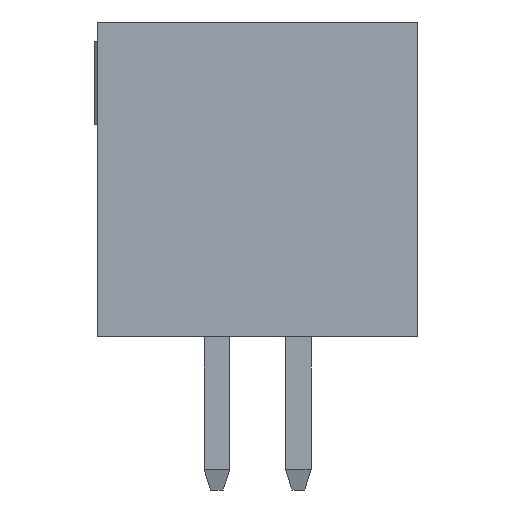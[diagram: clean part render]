
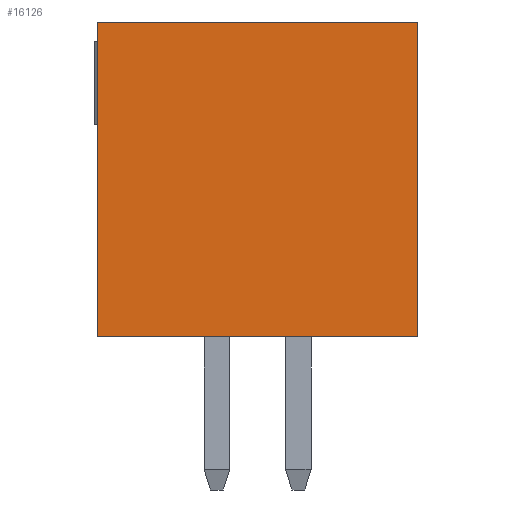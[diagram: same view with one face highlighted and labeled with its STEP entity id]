
A CAD part, front view. The second image highlights one B-rep face of the part: STEP entity #16126.
In plain terms, the highlighted face is planar.
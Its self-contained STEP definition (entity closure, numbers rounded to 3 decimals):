
#731=ORIENTED_EDGE('',*,*,#3767,.F.);
#732=ORIENTED_EDGE('',*,*,#3768,.F.);
#733=ORIENTED_EDGE('',*,*,#3769,.T.);
#734=ORIENTED_EDGE('',*,*,#3770,.T.);
#3767=EDGE_CURVE('',#5276,#5277,#6403,.T.);
#3768=EDGE_CURVE('',#5278,#5276,#6404,.T.);
#3769=EDGE_CURVE('',#5278,#5279,#6405,.T.);
#3770=EDGE_CURVE('',#5279,#5277,#6406,.T.);
#5276=VERTEX_POINT('',#21260);
#5277=VERTEX_POINT('',#21261);
#5278=VERTEX_POINT('',#21263);
#5279=VERTEX_POINT('',#21265);
#6403=LINE('',#21259,#8043);
#6404=LINE('',#21262,#8044);
#6405=LINE('',#21264,#8045);
#6406=LINE('',#21266,#8046);
#8043=VECTOR('',#18087,1000.);
#8044=VECTOR('',#18088,1000.);
#8045=VECTOR('',#18089,1000.);
#8046=VECTOR('',#18090,1000.);
#9364=EDGE_LOOP('',(#731,#732,#733,#734));
#10060=FACE_BOUND('',#9364,.T.);
#10756=PLANE('',#16804);
#16126=ADVANCED_FACE('',(#10060),#10756,.T.);
#16804=AXIS2_PLACEMENT_3D('',#21258,#18085,#18086);
#18085=DIRECTION('',(1.,0.,0.));
#18086=DIRECTION('',(0.,0.,-1.));
#18087=DIRECTION('',(0.,0.,-1.));
#18088=DIRECTION('',(0.,1.,0.));
#18089=DIRECTION('',(0.,0.,-1.));
#18090=DIRECTION('',(0.,1.,0.));
#21258=CARTESIAN_POINT('',(10.795,-2.5,2.45));
#21259=CARTESIAN_POINT('',(10.795,2.5,2.45));
#21260=CARTESIAN_POINT('',(10.795,2.5,2.45));
#21261=CARTESIAN_POINT('',(10.795,2.5,-2.45));
#21262=CARTESIAN_POINT('',(10.795,-2.5,2.45));
#21263=CARTESIAN_POINT('',(10.795,-2.5,2.45));
#21264=CARTESIAN_POINT('',(10.795,-2.5,2.45));
#21265=CARTESIAN_POINT('',(10.795,-2.5,-2.45));
#21266=CARTESIAN_POINT('',(10.795,-2.5,-2.45));
